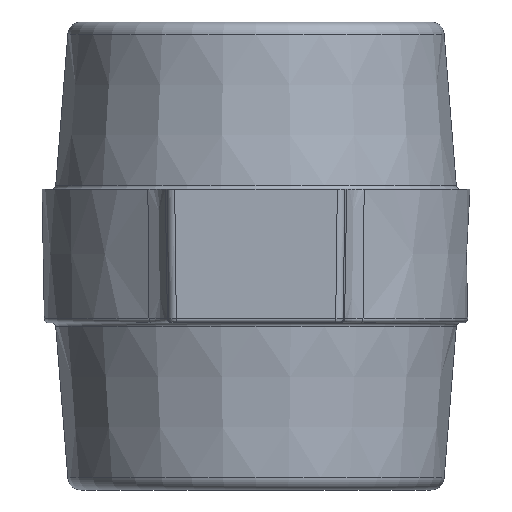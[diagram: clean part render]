
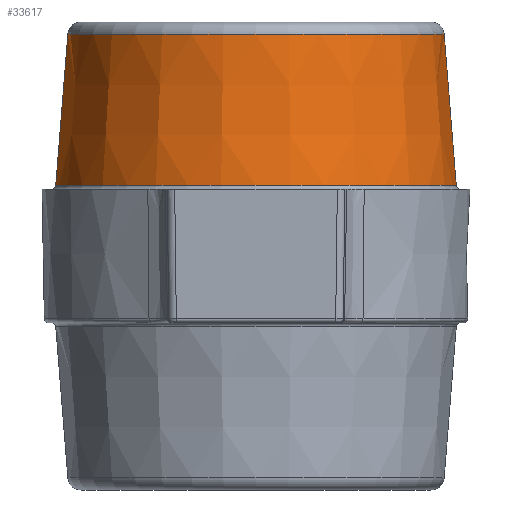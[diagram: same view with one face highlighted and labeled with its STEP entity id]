
A CAD part, front view. The second image highlights one B-rep face of the part: STEP entity #33617.
In plain terms, the highlighted conical face has half-angle 4.574 degrees and reference radius 14.526 mm.
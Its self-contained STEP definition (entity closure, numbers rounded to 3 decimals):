
#789 = ORIENTED_EDGE ( 'NONE', *, *, #47115, .F. ) ;
#2108 = LINE ( 'NONE', #18985, #47113 ) ;
#2337 = CIRCLE ( 'NONE', #23984, 14.978 ) ;
#2398 = DIRECTION ( 'NONE',  ( 0., 0., -1. ) ) ;
#3330 = VERTEX_POINT ( 'NONE', #45307 ) ;
#4583 = VECTOR ( 'NONE', #19339, 1000. ) ;
#6965 = CARTESIAN_POINT ( 'NONE',  ( 0., 0., 10.276 ) ) ;
#9735 = CARTESIAN_POINT ( 'NONE',  ( 0., 0., 15.928 ) ) ;
#11238 = DIRECTION ( 'NONE',  ( 0., 0., -1. ) ) ;
#18165 = ORIENTED_EDGE ( 'NONE', *, *, #38472, .F. ) ;
#18391 = CONICAL_SURFACE ( 'NONE', #19233, 14.526, 0.08 ) ;
#18882 = ORIENTED_EDGE ( 'NONE', *, *, #40810, .F. ) ;
#18985 = CARTESIAN_POINT ( 'NONE',  ( 14.978, 0., 10.276 ) ) ;
#19233 = AXIS2_PLACEMENT_3D ( 'NONE', #9735, #2398, #21329 ) ;
#19339 = DIRECTION ( 'NONE',  ( 0.08, 0., 0.997 ) ) ;
#19576 = CARTESIAN_POINT ( 'NONE',  ( -14.074, 0., 21.58 ) ) ;
#19608 = CARTESIAN_POINT ( 'NONE',  ( -14.978, 0., 10.276 ) ) ;
#20560 = EDGE_CURVE ( 'NONE', #26033, #39902, #2108, .T. ) ;
#21329 = DIRECTION ( 'NONE',  ( 1., 0., 0. ) ) ;
#23984 = AXIS2_PLACEMENT_3D ( 'NONE', #6965, #11238, #38270 ) ;
#26033 = VERTEX_POINT ( 'NONE', #43736 ) ;
#27311 = DIRECTION ( 'NONE',  ( -0.08, 0., 0.997 ) ) ;
#28914 = FACE_OUTER_BOUND ( 'NONE', #31475, .T. ) ;
#31475 = EDGE_LOOP ( 'NONE', ( #36295, #789, #18882, #18165 ) ) ;
#33617 = ADVANCED_FACE ( 'NONE', ( #28914 ), #18391, .T. ) ;
#36295 = ORIENTED_EDGE ( 'NONE', *, *, #20560, .T. ) ;
#36974 = CARTESIAN_POINT ( 'NONE',  ( 14.074, 0., 21.58 ) ) ;
#38043 = AXIS2_PLACEMENT_3D ( 'NONE', #43016, #39725, #39970 ) ;
#38270 = DIRECTION ( 'NONE',  ( 1., 0., 0. ) ) ;
#38472 = EDGE_CURVE ( 'NONE', #26033, #3330, #2337, .T. ) ;
#38582 = VERTEX_POINT ( 'NONE', #19576 ) ;
#39725 = DIRECTION ( 'NONE',  ( 0., 0., 1. ) ) ;
#39902 = VERTEX_POINT ( 'NONE', #36974 ) ;
#39970 = DIRECTION ( 'NONE',  ( -1., 0., 0. ) ) ;
#40810 = EDGE_CURVE ( 'NONE', #3330, #38582, #49641, .T. ) ;
#43016 = CARTESIAN_POINT ( 'NONE',  ( 0., 0., 21.58 ) ) ;
#43736 = CARTESIAN_POINT ( 'NONE',  ( 14.978, 0., 10.276 ) ) ;
#45291 = CIRCLE ( 'NONE', #38043, 14.074 ) ;
#45307 = CARTESIAN_POINT ( 'NONE',  ( -14.978, 0., 10.276 ) ) ;
#47113 = VECTOR ( 'NONE', #27311, 1000. ) ;
#47115 = EDGE_CURVE ( 'NONE', #38582, #39902, #45291, .T. ) ;
#49641 = LINE ( 'NONE', #19608, #4583 ) ;
